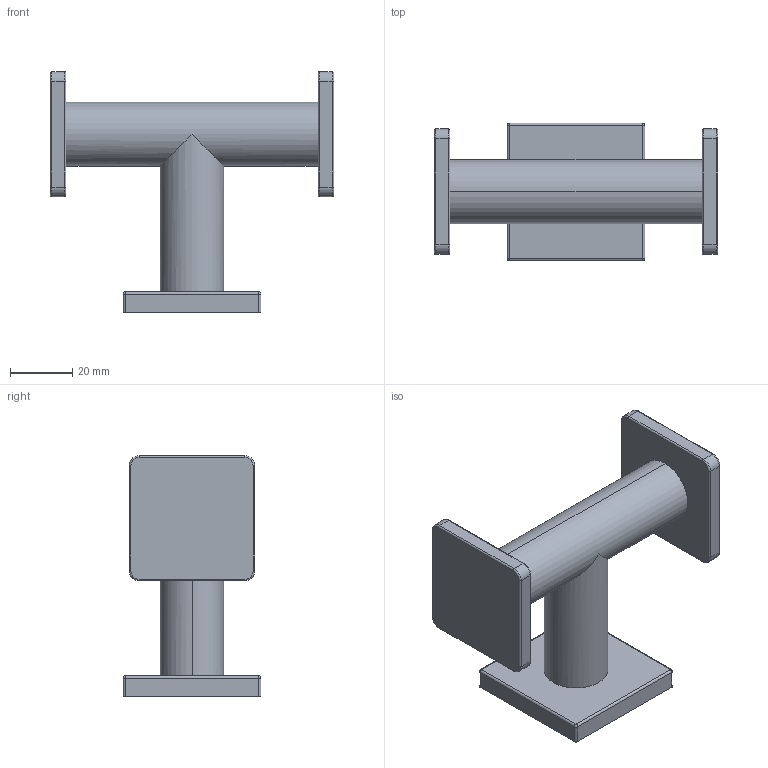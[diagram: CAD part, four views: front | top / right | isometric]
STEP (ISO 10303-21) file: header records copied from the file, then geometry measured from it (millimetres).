
FILE_DESCRIPTION((''),'2;1');
FILE_NAME('5310D','2022-06-27T15:53:19',('rsmith'),(''),'CREO PARAMETRIC BY PTC INC, 2019352','CREO PARAMETRIC BY PTC INC, 2019352','');
FILE_SCHEMA(('CONFIG_CONTROL_DESIGN'));
Length unit declared in the file: inch
Products named in the file (1): 5310D
Bounding box: 91.44 x 44.45 x 77.6 mm (x, y, z)
Volume: 70479.1 mm3; surface area: 19690.1 mm2
Topology: 1 solids, 1 shells, 74 faces, 163 edges, 94 vertices
Faces by surface type: cylinder 36, plane 18, torus 16, sphere 4
Entity records: 2105 total; most frequent: DIRECTION 393, CARTESIAN_POINT 383, ORIENTED_EDGE 326, EDGE_CURVE 163, AXIS2_PLACEMENT_3D 160, VERTEX_POINT 94, CIRCLE 86, EDGE_LOOP 77
